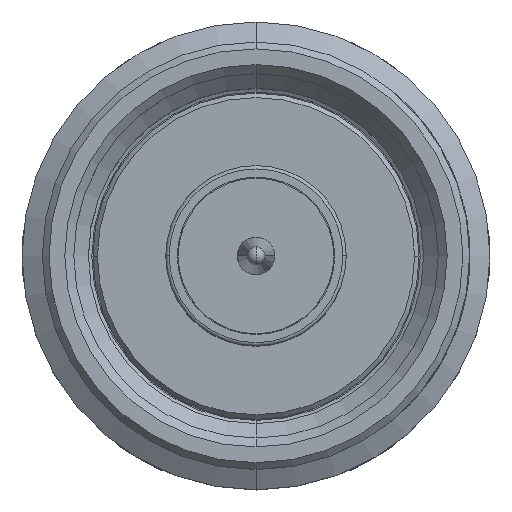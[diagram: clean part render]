
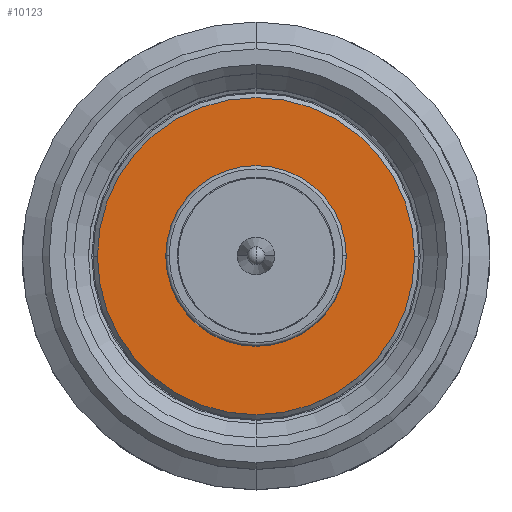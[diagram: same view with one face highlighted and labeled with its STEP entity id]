
A CAD part, top view. The second image highlights one B-rep face of the part: STEP entity #10123.
In plain terms, the highlighted planar face has unit normal (0, 0, 1).
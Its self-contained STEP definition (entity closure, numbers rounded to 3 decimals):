
#3146 = FACE_BOUND ( 'NONE', #10136, .T. ) ;
#3147 = FACE_OUTER_BOUND ( 'NONE', #10130, .T. ) ;
#3148 = DIRECTION ( 'NONE',  ( 1., 0., 0. ) ) ;
#3149 = DIRECTION ( 'NONE',  ( 0., 0., 1. ) ) ;
#3150 = CARTESIAN_POINT ( 'NONE',  ( 0., 0., -8.7 ) ) ;
#3151 = AXIS2_PLACEMENT_3D ( 'NONE', #3150, #3149, #3148 ) ;
#3157 = CIRCLE ( 'NONE', #3151, 7.05 ) ;
#3176 = DIRECTION ( 'NONE',  ( -1., 0., 0. ) ) ;
#3177 = DIRECTION ( 'NONE',  ( 0., 0., -1. ) ) ;
#3178 = CARTESIAN_POINT ( 'NONE',  ( 0., 0., -8.7 ) ) ;
#3179 = AXIS2_PLACEMENT_3D ( 'NONE', #3178, #3177, #3176 ) ;
#3181 = DIRECTION ( 'NONE',  ( -1., 0., 0. ) ) ;
#3182 = DIRECTION ( 'NONE',  ( 0., 0., -1. ) ) ;
#3183 = CARTESIAN_POINT ( 'NONE',  ( 0., 7.05, -8.7 ) ) ;
#3184 = AXIS2_PLACEMENT_3D ( 'NONE', #3183, #3182, #3181 ) ;
#3185 = CIRCLE ( 'NONE', #3179, 4.01 ) ;
#3186 = PLANE ( 'NONE',  #3184 ) ;
#7192 = AXIS2_PLACEMENT_3D ( 'NONE', #7255, #7254, #7253 ) ;
#7193 = CIRCLE ( 'NONE', #7192, 7.05 ) ;
#7228 = AXIS2_PLACEMENT_3D ( 'NONE', #7274, #7273, #7272 ) ;
#7229 = CIRCLE ( 'NONE', #7228, 4.01 ) ;
#7235 = CARTESIAN_POINT ( 'NONE',  ( -4.01, 0., -8.7 ) ) ;
#7252 = CARTESIAN_POINT ( 'NONE',  ( 7.05, 0., -8.7 ) ) ;
#7253 = DIRECTION ( 'NONE',  ( 1., 0., 0. ) ) ;
#7254 = DIRECTION ( 'NONE',  ( 0., 0., 1. ) ) ;
#7255 = CARTESIAN_POINT ( 'NONE',  ( 0., 0., -8.7 ) ) ;
#7271 = CARTESIAN_POINT ( 'NONE',  ( 4.01, 0., -8.7 ) ) ;
#7272 = DIRECTION ( 'NONE',  ( -1., 0., 0. ) ) ;
#7273 = DIRECTION ( 'NONE',  ( 0., 0., -1. ) ) ;
#7274 = CARTESIAN_POINT ( 'NONE',  ( 0., 0., -8.7 ) ) ;
#7478 = CARTESIAN_POINT ( 'NONE',  ( -7.05, 0., -8.7 ) ) ;
#10121 = ORIENTED_EDGE ( 'NONE', *, *, #10122, .T. ) ;
#10122 = EDGE_CURVE ( 'NONE', #11022, #10991, #3157, .T. ) ;
#10123 = ADVANCED_FACE ( 'NONE', ( #3147, #3146 ), #3186, .F. ) ;
#10124 = EDGE_CURVE ( 'NONE', #10997, #10995, #3185, .T. ) ;
#10125 = ORIENTED_EDGE ( 'NONE', *, *, #10996, .T. ) ;
#10130 = EDGE_LOOP ( 'NONE', ( #10135, #10121 ) ) ;
#10135 = ORIENTED_EDGE ( 'NONE', *, *, #10990, .T. ) ;
#10136 = EDGE_LOOP ( 'NONE', ( #10137, #10125 ) ) ;
#10137 = ORIENTED_EDGE ( 'NONE', *, *, #10124, .T. ) ;
#10990 = EDGE_CURVE ( 'NONE', #10991, #11022, #7193, .T. ) ;
#10991 = VERTEX_POINT ( 'NONE', #7252 ) ;
#10995 = VERTEX_POINT ( 'NONE', #7235 ) ;
#10996 = EDGE_CURVE ( 'NONE', #10995, #10997, #7229, .T. ) ;
#10997 = VERTEX_POINT ( 'NONE', #7271 ) ;
#11022 = VERTEX_POINT ( 'NONE', #7478 ) ;
